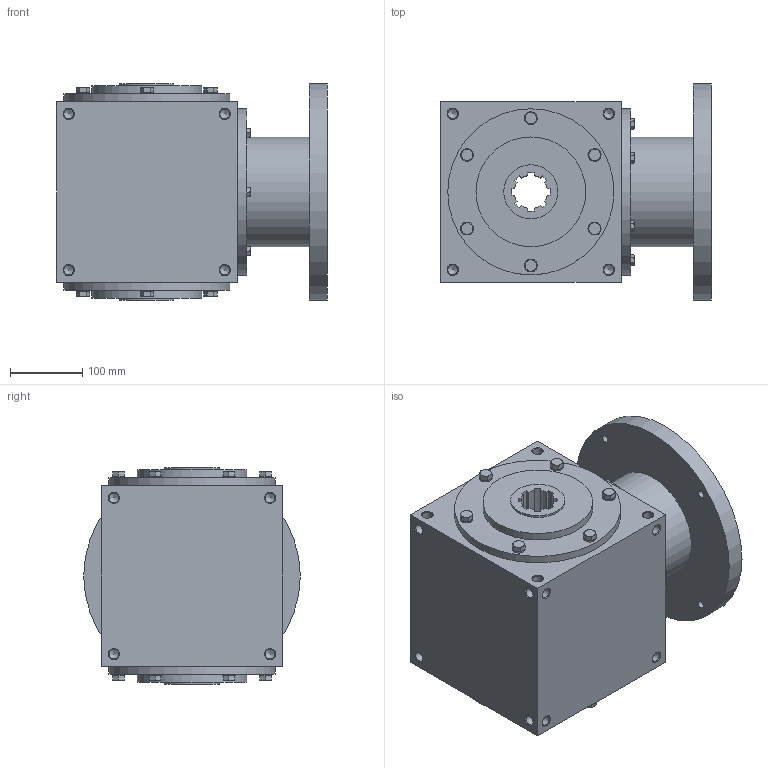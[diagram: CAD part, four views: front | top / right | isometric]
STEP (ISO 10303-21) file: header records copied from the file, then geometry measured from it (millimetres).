
FILE_DESCRIPTION( ( 'STEP AP214' ), '1' );
FILE_NAME( 'MRB250_MC1_R.1_1_132_B5.stp', '2018-08-14T10:28:01', ( '' ), ( '' ), ' ', 'PARTsolutions', ' ' );
FILE_SCHEMA( ( 'AUTOMOTIVE_DESIGN { 1 0 10303 214 1 1 1 1 }' ) );
Length unit declared in the file: millimetre
Products named in the file (5): MRB250_MC1_R.1/1_132/B5; _MRB25010-case; _MRX250_11-flange; _250-fl_screw; _RC_RR250-screw
Assembly tree (20 placements, depth 2):
  MRB250_MC1_R.1/1_132/B5
    _MRB25010-case
    _MRX250_11-flange
    _250-fl_screw  x6
    _RC_RR250-screw  x12
Bounding box: 375 x 300 x 300 mm (x, y, z)
Volume: 19460944.4 mm3; surface area: 793681 mm2
Topology: 20 solids, 20 shells, 617 faces, 1485 edges, 889 vertices
Faces by surface type: plane 344, cone 164, cylinder 109
Full cylindrical faces by diameter (mm): 10.106 x4, 13.835 x48, 17.5 x12, 56 x1, 67 x1, 75 x2, 152 x3, 230 x4, 300 x1
Entity records: 9306 total; most frequent: DIRECTION 1326, CARTESIAN_POINT 1309, ORIENTED_EDGE 1018, AXIS2_PLACEMENT_3D 570, EDGE_CURVE 509, EDGE_LOOP 394, VERTEX_POINT 393, FACE_OUTER_BOUND 315
